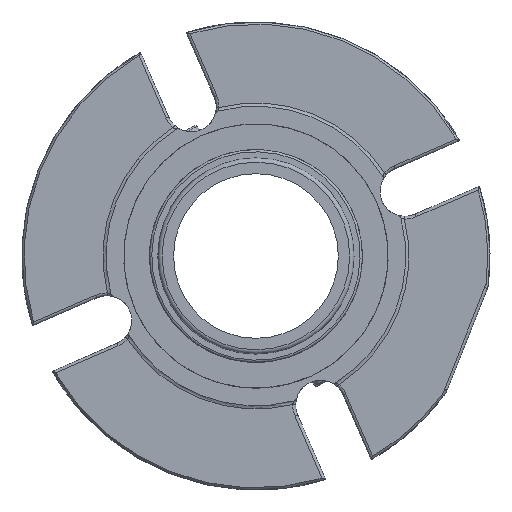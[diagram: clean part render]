
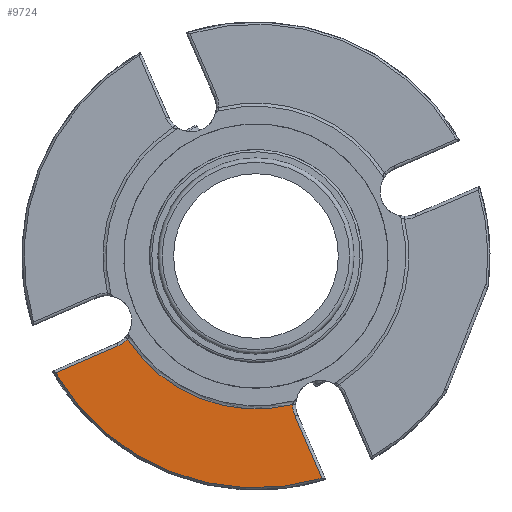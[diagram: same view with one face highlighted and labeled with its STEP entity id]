
A CAD part, front view. The second image highlights one B-rep face of the part: STEP entity #9724.
In plain terms, the highlighted planar face has unit normal (0, -1, 0).
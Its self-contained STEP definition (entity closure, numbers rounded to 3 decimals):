
#395=PLANE('',#10597);
#1269=LINE('',#19118,#1768);
#1271=LINE('',#19136,#1770);
#1768=VECTOR('',#12530,1000.);
#1770=VECTOR('',#12540,1000.);
#3790=ORIENTED_EDGE('',*,*,#5813,.F.);
#3791=ORIENTED_EDGE('',*,*,#5809,.T.);
#3792=ORIENTED_EDGE('',*,*,#5887,.T.);
#3793=ORIENTED_EDGE('',*,*,#5889,.T.);
#3794=ORIENTED_EDGE('',*,*,#5890,.T.);
#3795=ORIENTED_EDGE('',*,*,#5815,.T.);
#5809=EDGE_CURVE('',#6945,#6946,#1269,.T.);
#5813=EDGE_CURVE('',#6945,#6948,#7562,.T.);
#5815=EDGE_CURVE('',#6949,#6948,#1271,.T.);
#5887=EDGE_CURVE('',#6946,#6987,#7591,.T.);
#5889=EDGE_CURVE('',#6987,#6988,#7593,.T.);
#5890=EDGE_CURVE('',#6988,#6949,#7594,.T.);
#6945=VERTEX_POINT('',#19119);
#6946=VERTEX_POINT('',#19120);
#6948=VERTEX_POINT('',#19130);
#6949=VERTEX_POINT('',#19137);
#6987=VERTEX_POINT('',#19317);
#6988=VERTEX_POINT('',#19322);
#7562=CIRCLE('',#10534,81.661);
#7591=CIRCLE('',#10595,9.75);
#7593=CIRCLE('',#10598,53.875);
#7594=CIRCLE('',#10599,9.75);
#8195=EDGE_LOOP('',(#3790,#3791,#3792,#3793,#3794,#3795));
#8885=FACE_BOUND('',#8195,.T.);
#9724=ADVANCED_FACE('',(#8885),#395,.F.);
#10534=AXIS2_PLACEMENT_3D('',#19129,#12536,#12537);
#10595=AXIS2_PLACEMENT_3D('',#19318,#12694,#12695);
#10597=AXIS2_PLACEMENT_3D('',#19320,#12698,#12699);
#10598=AXIS2_PLACEMENT_3D('',#19321,#12700,#12701);
#10599=AXIS2_PLACEMENT_3D('',#19323,#12702,#12703);
#12530=DIRECTION('',(-0.398,0.,0.918));
#12536=DIRECTION('',(0.,1.,0.));
#12537=DIRECTION('',(0.368,0.,0.93));
#12540=DIRECTION('',(-0.918,0.,-0.398));
#12694=DIRECTION('',(0.,1.,0.));
#12695=DIRECTION('',(0.93,0.,-0.368));
#12698=DIRECTION('',(0.,1.,0.));
#12699=DIRECTION('',(0.93,0.,-0.368));
#12700=DIRECTION('',(0.,1.,0.));
#12701=DIRECTION('',(0.93,0.,-0.368));
#12702=DIRECTION('',(0.,1.,0.));
#12703=DIRECTION('',(0.93,0.,-0.368));
#19118=CARTESIAN_POINT('',(5.775,0.554,-37.859));
#19119=CARTESIAN_POINT('',(23.281,0.554,-78.272));
#19120=CARTESIAN_POINT('',(13.78,0.554,-56.34));
#19129=CARTESIAN_POINT('',(0.,0.554,0.));
#19130=CARTESIAN_POINT('',(-70.521,0.554,-41.175));
#19136=CARTESIAN_POINT('',(37.859,0.554,5.775));
#19137=CARTESIAN_POINT('',(-48.588,0.554,-31.674));
#19317=CARTESIAN_POINT('',(12.979,0.554,-52.288));
#19318=CARTESIAN_POINT('',(22.727,0.554,-52.464));
#19320=CARTESIAN_POINT('',(48.704,0.554,-19.262));
#19321=CARTESIAN_POINT('',(0.,0.554,0.));
#19322=CARTESIAN_POINT('',(-45.232,0.554,-29.267));
#19323=CARTESIAN_POINT('',(-52.464,0.554,-22.727));
